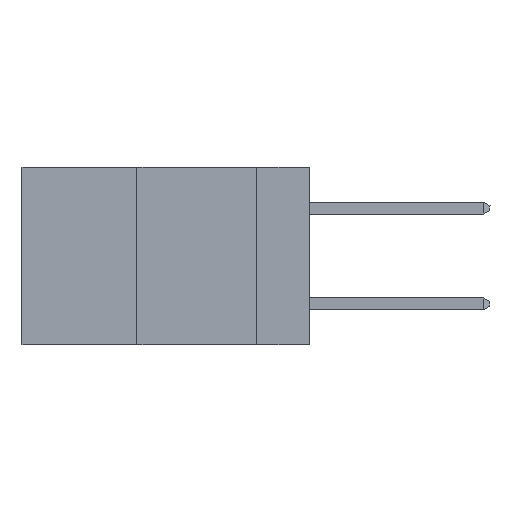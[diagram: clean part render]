
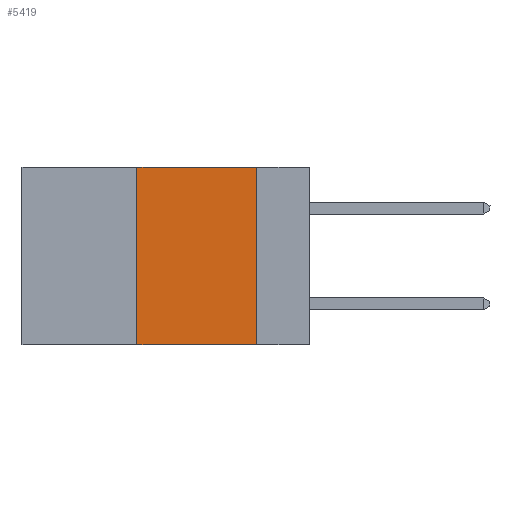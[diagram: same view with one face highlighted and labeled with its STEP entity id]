
A CAD part, left-side view. The second image highlights one B-rep face of the part: STEP entity #5419.
In plain terms, the highlighted planar face has unit normal (-1, 0, 0).
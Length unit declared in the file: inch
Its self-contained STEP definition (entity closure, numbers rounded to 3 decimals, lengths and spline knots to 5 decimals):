
#44 = DIRECTION ( 'NONE',  ( 0., -1., 0. ) ) ;
#816 = AXIS2_PLACEMENT_3D ( 'NONE', #8375, #7073, #7050 ) ;
#1019 = VECTOR ( 'NONE', #2290, 39.37008 ) ;
#1206 = VERTEX_POINT ( 'NONE', #4270 ) ;
#1449 = CARTESIAN_POINT ( 'NONE',  ( 0., 0.11, 0. ) ) ;
#1678 = LINE ( 'NONE', #2487, #8743 ) ;
#1867 = ORIENTED_EDGE ( 'NONE', *, *, #4102, .F. ) ;
#1881 = ORIENTED_EDGE ( 'NONE', *, *, #3465, .F. ) ;
#1956 = DIRECTION ( 'NONE',  ( 0., 0., 1. ) ) ;
#1983 = CARTESIAN_POINT ( 'NONE',  ( 0., 0.11, -0.37 ) ) ;
#2120 = ORIENTED_EDGE ( 'NONE', *, *, #8215, .F. ) ;
#2128 = ORIENTED_EDGE ( 'NONE', *, *, #7379, .T. ) ;
#2290 = DIRECTION ( 'NONE',  ( 0., -1., 0. ) ) ;
#2487 = CARTESIAN_POINT ( 'NONE',  ( 0., 0.6, -0.37 ) ) ;
#2757 = VERTEX_POINT ( 'NONE', #7647 ) ;
#3071 = LINE ( 'NONE', #1449, #4746 ) ;
#3465 = EDGE_CURVE ( 'NONE', #2757, #1206, #4975, .T. ) ;
#3521 = VECTOR ( 'NONE', #1956, 39.37008 ) ;
#3987 = LINE ( 'NONE', #7527, #3521 ) ;
#4102 = EDGE_CURVE ( 'NONE', #1206, #7122, #3071, .T. ) ;
#4270 = CARTESIAN_POINT ( 'NONE',  ( 0., 0.11, 0. ) ) ;
#4495 = FACE_OUTER_BOUND ( 'NONE', #6729, .T. ) ;
#4639 = CARTESIAN_POINT ( 'NONE',  ( 0., 0.6, 0. ) ) ;
#4746 = VECTOR ( 'NONE', #5366, 39.37008 ) ;
#4975 = LINE ( 'NONE', #4639, #1019 ) ;
#5366 = DIRECTION ( 'NONE',  ( 0., 0., -1. ) ) ;
#5419 = ADVANCED_FACE ( 'NONE', ( #4495 ), #7266, .F. ) ;
#5536 = VERTEX_POINT ( 'NONE', #6180 ) ;
#6180 = CARTESIAN_POINT ( 'NONE',  ( 0., 0.36, -0.37 ) ) ;
#6729 = EDGE_LOOP ( 'NONE', ( #1867, #1881, #2120, #2128 ) ) ;
#7050 = DIRECTION ( 'NONE',  ( 0., 0., -1. ) ) ;
#7073 = DIRECTION ( 'NONE',  ( 1., 0., 0. ) ) ;
#7122 = VERTEX_POINT ( 'NONE', #1983 ) ;
#7266 = PLANE ( 'NONE',  #816 ) ;
#7379 = EDGE_CURVE ( 'NONE', #5536, #7122, #1678, .T. ) ;
#7527 = CARTESIAN_POINT ( 'NONE',  ( 0., 0.36, 0. ) ) ;
#7647 = CARTESIAN_POINT ( 'NONE',  ( 0., 0.36, 0. ) ) ;
#8215 = EDGE_CURVE ( 'NONE', #5536, #2757, #3987, .T. ) ;
#8375 = CARTESIAN_POINT ( 'NONE',  ( 0., 0.6, 0. ) ) ;
#8743 = VECTOR ( 'NONE', #44, 39.37008 ) ;
